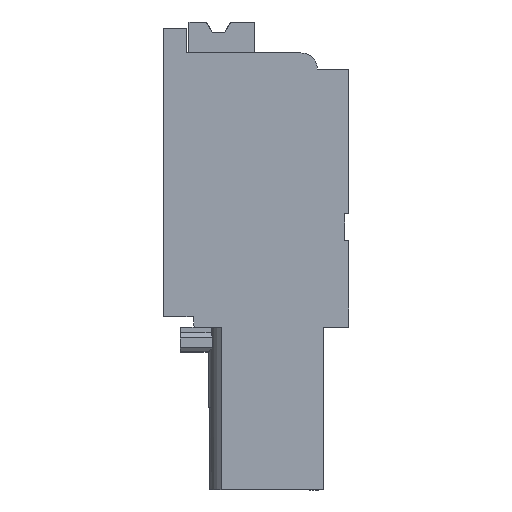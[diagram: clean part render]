
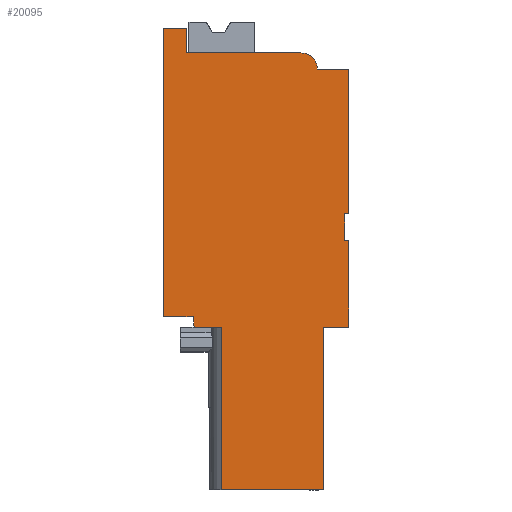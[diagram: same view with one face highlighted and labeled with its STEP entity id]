
A CAD part, left-side view. The second image highlights one B-rep face of the part: STEP entity #20095.
In plain terms, the highlighted planar face has unit normal (-1, 0, 0).
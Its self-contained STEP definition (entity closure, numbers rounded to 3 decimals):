
#3955=AXIS2_PLACEMENT_3D('Circle Axis2P3D',#3953,#3954,$) ;
#20068=AXIS2_PLACEMENT_3D('Plane Axis2P3D',#20065,#20066,#20067) ;
#40=CARTESIAN_POINT('Vertex',(0.,0.,13.4)) ;
#45=CARTESIAN_POINT('Line Origine',(0.,0.1,13.4)) ;
#49=CARTESIAN_POINT('Vertex',(0.,0.2,13.4)) ;
#83=CARTESIAN_POINT('Line Origine',(0.,0.2,12.75)) ;
#87=CARTESIAN_POINT('Vertex',(0.,0.2,12.1)) ;
#107=CARTESIAN_POINT('Line Origine',(0.,0.1,12.1)) ;
#111=CARTESIAN_POINT('Vertex',(0.,0.,12.1)) ;
#138=CARTESIAN_POINT('Line Origine',(0.,0.,10.)) ;
#142=CARTESIAN_POINT('Vertex',(0.,0.,7.9)) ;
#1072=CARTESIAN_POINT('Line Origine',(0.,0.612,7.9)) ;
#1076=CARTESIAN_POINT('Vertex',(0.,1.224,7.9)) ;
#1654=CARTESIAN_POINT('Line Origine',(0.,1.224,3.95)) ;
#1658=CARTESIAN_POINT('Vertex',(0.,1.224,0.)) ;
#2920=CARTESIAN_POINT('Line Origine',(0.,3.705,0.)) ;
#2924=CARTESIAN_POINT('Vertex',(0.,6.187,0.)) ;
#3950=CARTESIAN_POINT('Vertex',(0.,2.325,21.2)) ;
#3953=CARTESIAN_POINT('Axis2P3D Location',(0.,2.325,20.4)) ;
#3957=CARTESIAN_POINT('Vertex',(0.,1.525,20.4)) ;
#4104=CARTESIAN_POINT('Line Origine',(0.,5.087,21.2)) ;
#4108=CARTESIAN_POINT('Vertex',(0.,7.85,21.2)) ;
#5174=CARTESIAN_POINT('Line Origine',(0.,7.85,21.8)) ;
#5178=CARTESIAN_POINT('Vertex',(0.,7.85,22.4)) ;
#5205=CARTESIAN_POINT('Line Origine',(0.,8.425,22.4)) ;
#5209=CARTESIAN_POINT('Vertex',(0.,9.,22.4)) ;
#5236=CARTESIAN_POINT('Line Origine',(0.,9.,15.4)) ;
#5240=CARTESIAN_POINT('Vertex',(0.,9.,8.4)) ;
#5607=CARTESIAN_POINT('Line Origine',(0.,8.272,8.4)) ;
#5611=CARTESIAN_POINT('Vertex',(0.,7.545,8.4)) ;
#5826=CARTESIAN_POINT('Vertex',(0.,7.501,7.9)) ;
#5829=CARTESIAN_POINT('Line Origine',(0.,7.523,8.15)) ;
#5909=CARTESIAN_POINT('Vertex',(0.,6.187,7.9)) ;
#5912=CARTESIAN_POINT('Line Origine',(0.,6.844,7.9)) ;
#16833=CARTESIAN_POINT('Line Origine',(0.,0.762,20.4)) ;
#16837=CARTESIAN_POINT('Vertex',(0.,0.,20.4)) ;
#18919=CARTESIAN_POINT('Line Origine',(0.,6.187,3.95)) ;
#20065=CARTESIAN_POINT('Axis2P3D Location',(0.,0.,0.)) ;
#20070=CARTESIAN_POINT('Line Origine',(0.,0.,16.9)) ;
#46=DIRECTION('Vector Direction',(0.,1.,0.)) ;
#84=DIRECTION('Vector Direction',(0.,0.,1.)) ;
#108=DIRECTION('Vector Direction',(0.,-1.,0.)) ;
#139=DIRECTION('Vector Direction',(0.,0.,1.)) ;
#1073=DIRECTION('Vector Direction',(0.,1.,0.)) ;
#1655=DIRECTION('Vector Direction',(0.,0.,1.)) ;
#2921=DIRECTION('Vector Direction',(0.,-1.,0.)) ;
#3954=DIRECTION('Axis2P3D Direction',(-1.,-0.,0.)) ;
#4105=DIRECTION('Vector Direction',(0.,-1.,0.)) ;
#5175=DIRECTION('Vector Direction',(0.,0.,-1.)) ;
#5206=DIRECTION('Vector Direction',(0.,-1.,0.)) ;
#5237=DIRECTION('Vector Direction',(0.,0.,1.)) ;
#5608=DIRECTION('Vector Direction',(0.,-1.,0.)) ;
#5830=DIRECTION('Vector Direction',(0.,0.087,0.996)) ;
#5913=DIRECTION('Vector Direction',(0.,1.,0.)) ;
#16834=DIRECTION('Vector Direction',(0.,-1.,0.)) ;
#18920=DIRECTION('Vector Direction',(0.,0.,1.)) ;
#20066=DIRECTION('Axis2P3D Direction',(-1.,0.,0.)) ;
#20067=DIRECTION('Axis2P3D XDirection',(0.,0.,1.)) ;
#20071=DIRECTION('Vector Direction',(0.,0.,1.)) ;
#47=VECTOR('Line Direction',#46,1.) ;
#85=VECTOR('Line Direction',#84,1.) ;
#109=VECTOR('Line Direction',#108,1.) ;
#140=VECTOR('Line Direction',#139,1.) ;
#1074=VECTOR('Line Direction',#1073,1.) ;
#1656=VECTOR('Line Direction',#1655,1.) ;
#2922=VECTOR('Line Direction',#2921,1.) ;
#4106=VECTOR('Line Direction',#4105,1.) ;
#5176=VECTOR('Line Direction',#5175,1.) ;
#5207=VECTOR('Line Direction',#5206,1.) ;
#5238=VECTOR('Line Direction',#5237,1.) ;
#5609=VECTOR('Line Direction',#5608,1.) ;
#5831=VECTOR('Line Direction',#5830,1.) ;
#5914=VECTOR('Line Direction',#5913,1.) ;
#16835=VECTOR('Line Direction',#16834,1.) ;
#18921=VECTOR('Line Direction',#18920,1.) ;
#20072=VECTOR('Line Direction',#20071,1.) ;
#20076=ORIENTED_EDGE('',*,*,#20074,.T.) ;
#20077=ORIENTED_EDGE('',*,*,#16839,.T.) ;
#20078=ORIENTED_EDGE('',*,*,#3959,.T.) ;
#20079=ORIENTED_EDGE('',*,*,#4110,.T.) ;
#20080=ORIENTED_EDGE('',*,*,#5180,.T.) ;
#20081=ORIENTED_EDGE('',*,*,#5211,.T.) ;
#20082=ORIENTED_EDGE('',*,*,#5242,.T.) ;
#20083=ORIENTED_EDGE('',*,*,#5613,.T.) ;
#20084=ORIENTED_EDGE('',*,*,#5833,.T.) ;
#20085=ORIENTED_EDGE('',*,*,#5916,.T.) ;
#20086=ORIENTED_EDGE('',*,*,#18923,.F.) ;
#20087=ORIENTED_EDGE('',*,*,#2926,.T.) ;
#20088=ORIENTED_EDGE('',*,*,#1660,.T.) ;
#20089=ORIENTED_EDGE('',*,*,#1078,.T.) ;
#20090=ORIENTED_EDGE('',*,*,#144,.T.) ;
#20091=ORIENTED_EDGE('',*,*,#113,.T.) ;
#20092=ORIENTED_EDGE('',*,*,#89,.T.) ;
#20093=ORIENTED_EDGE('',*,*,#51,.T.) ;
#20095=ADVANCED_FACE('HOUSING',(#20094),#20069,.T.) ;
#3956=CIRCLE('generated circle',#3955,0.8) ;
#51=EDGE_CURVE('',#50,#41,#48,.F.) ;
#89=EDGE_CURVE('',#88,#50,#86,.T.) ;
#113=EDGE_CURVE('',#112,#88,#110,.F.) ;
#144=EDGE_CURVE('',#143,#112,#141,.T.) ;
#1078=EDGE_CURVE('',#1077,#143,#1075,.F.) ;
#1660=EDGE_CURVE('',#1659,#1077,#1657,.T.) ;
#2926=EDGE_CURVE('',#2925,#1659,#2923,.T.) ;
#3959=EDGE_CURVE('',#3958,#3951,#3956,.T.) ;
#4110=EDGE_CURVE('',#3951,#4109,#4107,.F.) ;
#5180=EDGE_CURVE('',#4109,#5179,#5177,.F.) ;
#5211=EDGE_CURVE('',#5179,#5210,#5208,.F.) ;
#5242=EDGE_CURVE('',#5210,#5241,#5239,.F.) ;
#5613=EDGE_CURVE('',#5241,#5612,#5610,.T.) ;
#5833=EDGE_CURVE('',#5612,#5827,#5832,.F.) ;
#5916=EDGE_CURVE('',#5827,#5910,#5915,.F.) ;
#16839=EDGE_CURVE('',#16838,#3958,#16836,.F.) ;
#18923=EDGE_CURVE('',#2925,#5910,#18922,.T.) ;
#20074=EDGE_CURVE('',#41,#16838,#20073,.T.) ;
#20075=EDGE_LOOP('',(#20076,#20077,#20078,#20079,#20080,#20081,#20082,#20083,#20084,#20085,#20086,#20087,#20088,#20089,#20090,#20091,#20092,#20093)) ;
#20094=FACE_OUTER_BOUND('',#20075,.T.) ;
#48=LINE('Line',#45,#47) ;
#86=LINE('Line',#83,#85) ;
#110=LINE('Line',#107,#109) ;
#141=LINE('Line',#138,#140) ;
#1075=LINE('Line',#1072,#1074) ;
#1657=LINE('Line',#1654,#1656) ;
#2923=LINE('Line',#2920,#2922) ;
#4107=LINE('Line',#4104,#4106) ;
#5177=LINE('Line',#5174,#5176) ;
#5208=LINE('Line',#5205,#5207) ;
#5239=LINE('Line',#5236,#5238) ;
#5610=LINE('Line',#5607,#5609) ;
#5832=LINE('Line',#5829,#5831) ;
#5915=LINE('Line',#5912,#5914) ;
#16836=LINE('Line',#16833,#16835) ;
#18922=LINE('Line',#18919,#18921) ;
#20073=LINE('Line',#20070,#20072) ;
#20069=PLANE('',#20068) ;
#41=VERTEX_POINT('',#40) ;
#50=VERTEX_POINT('',#49) ;
#88=VERTEX_POINT('',#87) ;
#112=VERTEX_POINT('',#111) ;
#143=VERTEX_POINT('',#142) ;
#1077=VERTEX_POINT('',#1076) ;
#1659=VERTEX_POINT('',#1658) ;
#2925=VERTEX_POINT('',#2924) ;
#3951=VERTEX_POINT('',#3950) ;
#3958=VERTEX_POINT('',#3957) ;
#4109=VERTEX_POINT('',#4108) ;
#5179=VERTEX_POINT('',#5178) ;
#5210=VERTEX_POINT('',#5209) ;
#5241=VERTEX_POINT('',#5240) ;
#5612=VERTEX_POINT('',#5611) ;
#5827=VERTEX_POINT('',#5826) ;
#5910=VERTEX_POINT('',#5909) ;
#16838=VERTEX_POINT('',#16837) ;
